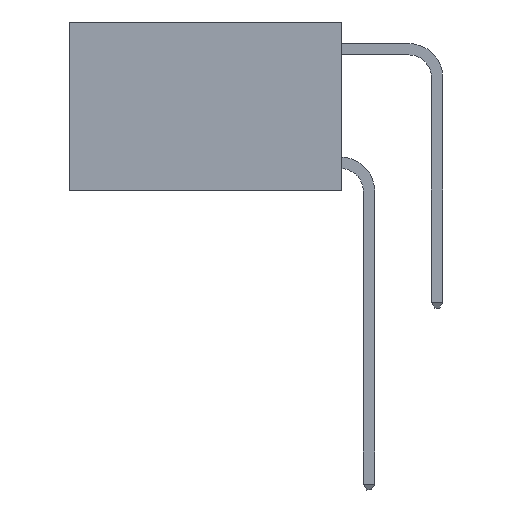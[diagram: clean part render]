
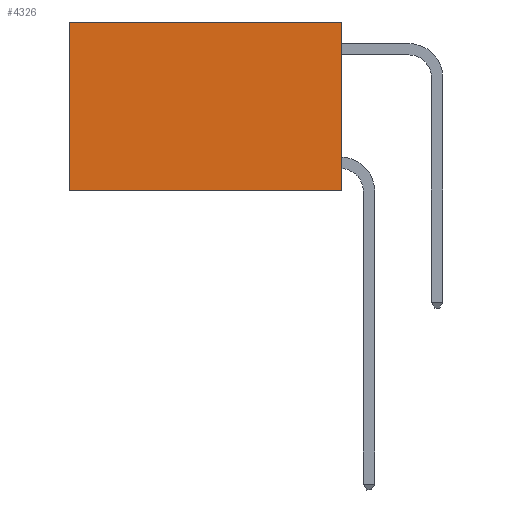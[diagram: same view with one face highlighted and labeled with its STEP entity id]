
A CAD part, left-side view. The second image highlights one B-rep face of the part: STEP entity #4326.
In plain terms, the highlighted planar face has unit normal (-1, 0, 0).
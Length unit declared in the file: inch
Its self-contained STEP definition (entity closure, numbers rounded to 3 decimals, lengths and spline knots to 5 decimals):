
#300 = LINE ( 'NONE', #4531, #9186 ) ;
#730 = VERTEX_POINT ( 'NONE', #3274 ) ;
#1165 = VERTEX_POINT ( 'NONE', #7262 ) ;
#1520 = LINE ( 'NONE', #4527, #1714 ) ;
#1566 = CARTESIAN_POINT ( 'NONE',  ( 0.2625, 0.6, 0. ) ) ;
#1714 = VECTOR ( 'NONE', #5956, 39.37008 ) ;
#2008 = ORIENTED_EDGE ( 'NONE', *, *, #2722, .T. ) ;
#2431 = VECTOR ( 'NONE', #3145, 39.37008 ) ;
#2519 = CARTESIAN_POINT ( 'NONE',  ( 0.2625, 0., 0. ) ) ;
#2722 = EDGE_CURVE ( 'NONE', #8414, #1165, #1520, .T. ) ;
#2795 = EDGE_LOOP ( 'NONE', ( #7086, #6010, #8706, #2008 ) ) ;
#3145 = DIRECTION ( 'NONE',  ( 0., 0., -1. ) ) ;
#3274 = CARTESIAN_POINT ( 'NONE',  ( 0.2625, 0., -0.37 ) ) ;
#3309 = VERTEX_POINT ( 'NONE', #3386 ) ;
#3386 = CARTESIAN_POINT ( 'NONE',  ( 0.2625, 0.6, -0.37 ) ) ;
#3706 = CARTESIAN_POINT ( 'NONE',  ( 0.2625, 0., 0. ) ) ;
#3848 = LINE ( 'NONE', #1566, #2431 ) ;
#4295 = AXIS2_PLACEMENT_3D ( 'NONE', #3706, #5917, #9623 ) ;
#4326 = ADVANCED_FACE ( 'NONE', ( #7506 ), #4353, .F. ) ;
#4353 = PLANE ( 'NONE',  #4295 ) ;
#4527 = CARTESIAN_POINT ( 'NONE',  ( 0.2625, 0., 0. ) ) ;
#4531 = CARTESIAN_POINT ( 'NONE',  ( 0.2625, 0., -0.37 ) ) ;
#4741 = LINE ( 'NONE', #2519, #8722 ) ;
#4823 = DIRECTION ( 'NONE',  ( 0., 1., 0. ) ) ;
#5773 = EDGE_CURVE ( 'NONE', #8414, #730, #4741, .T. ) ;
#5917 = DIRECTION ( 'NONE',  ( 1., 0., 0. ) ) ;
#5956 = DIRECTION ( 'NONE',  ( 0., 1., 0. ) ) ;
#6010 = ORIENTED_EDGE ( 'NONE', *, *, #6175, .F. ) ;
#6175 = EDGE_CURVE ( 'NONE', #730, #3309, #300, .T. ) ;
#6179 = CARTESIAN_POINT ( 'NONE',  ( 0.2625, 0., 0. ) ) ;
#7086 = ORIENTED_EDGE ( 'NONE', *, *, #7955, .T. ) ;
#7262 = CARTESIAN_POINT ( 'NONE',  ( 0.2625, 0.6, 0. ) ) ;
#7506 = FACE_OUTER_BOUND ( 'NONE', #2795, .T. ) ;
#7955 = EDGE_CURVE ( 'NONE', #1165, #3309, #3848, .T. ) ;
#8379 = DIRECTION ( 'NONE',  ( 0., 0., -1. ) ) ;
#8414 = VERTEX_POINT ( 'NONE', #6179 ) ;
#8706 = ORIENTED_EDGE ( 'NONE', *, *, #5773, .F. ) ;
#8722 = VECTOR ( 'NONE', #8379, 39.37008 ) ;
#9186 = VECTOR ( 'NONE', #4823, 39.37008 ) ;
#9623 = DIRECTION ( 'NONE',  ( 0., 0., -1. ) ) ;
